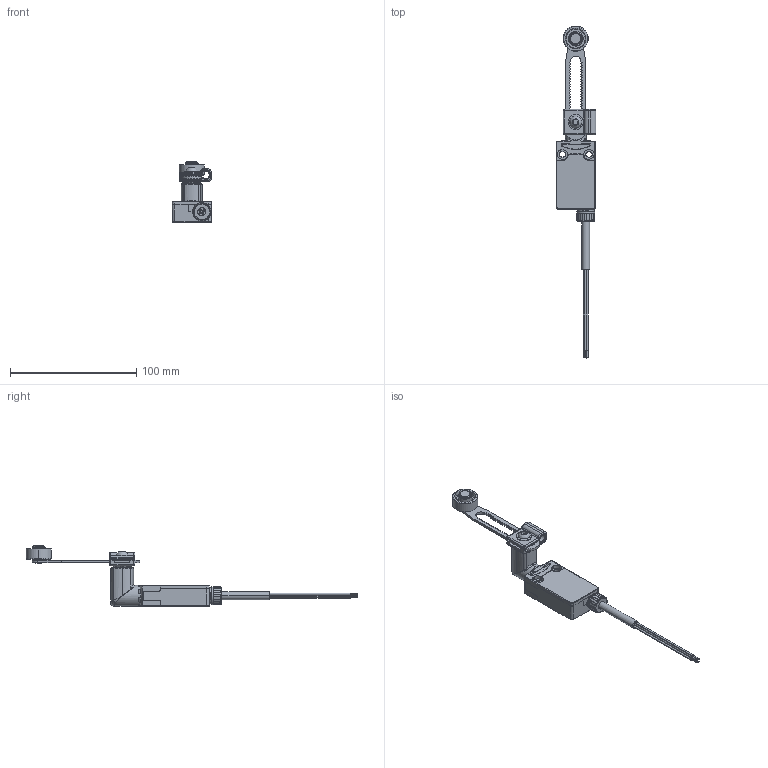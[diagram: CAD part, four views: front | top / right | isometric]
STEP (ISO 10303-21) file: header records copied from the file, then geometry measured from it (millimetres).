
FILE_DESCRIPTION (( 'STEP AP203' ), '1' );
FILE_NAME ('PS116Z11-L200N200_Default.step', '2022-10-27T18:29:30', ( 'Windows User' ), ( 'AUTOMATION DIRECT' ), 'SwSTEP 2.0', 'SolidWorks 2021', '' );
FILE_SCHEMA (( 'CONFIG_CONTROL_DESIGN' ));
Length unit declared in the file: inch
Products named in the file (1): PS116Z11-L200N200_Default
Bounding box: 31.5 x 262.5 x 47.9 mm (x, y, z)
Volume: 44222.2 mm3; surface area: 22432 mm2
Topology: 1 solids, 1 shells, 1556 faces, 4125 edges, 2570 vertices
Faces by surface type: cylinder 714, plane 489, bspline 309, cone 28, torus 16
Entity records: 60909 total; most frequent: CARTESIAN_POINT 24131, ORIENTED_EDGE 8202, DIRECTION 7295, EDGE_CURVE 4101, AXIS2_PLACEMENT_3D 2726, VERTEX_POINT 2570, LINE 1843, VECTOR 1843
